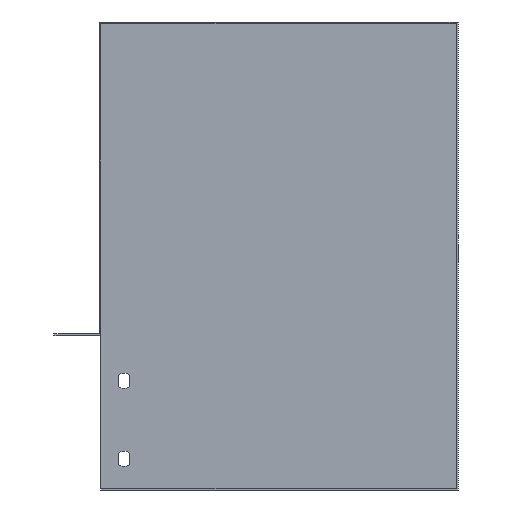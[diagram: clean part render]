
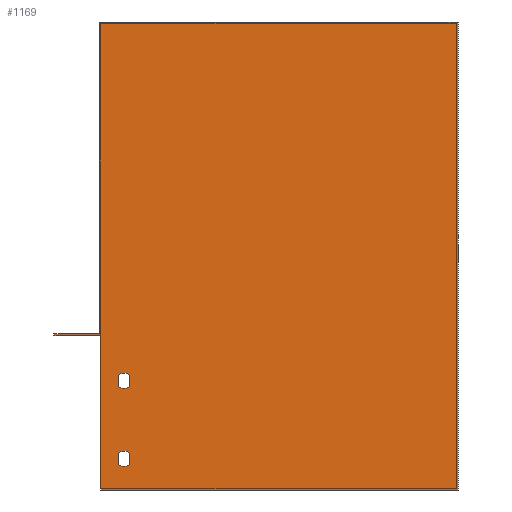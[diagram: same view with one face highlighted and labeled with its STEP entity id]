
A CAD part, left-side view. The second image highlights one B-rep face of the part: STEP entity #1169.
In plain terms, the highlighted planar face has unit normal (-1, 0, 0).
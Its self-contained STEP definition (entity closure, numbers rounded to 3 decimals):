
#13 = AXIS2_PLACEMENT_3D ( 'NONE', #543, #542, #541 ) ;
#14 = AXIS2_PLACEMENT_3D ( 'NONE', #552, #550, #548 ) ;
#99 = FACE_BOUND ( 'NONE', #813, .T. ) ;
#100 = FACE_BOUND ( 'NONE', #815, .T. ) ;
#103 = FACE_OUTER_BOUND ( 'NONE', #816, .T. ) ;
#162 = VECTOR ( 'NONE', #1727, 1000. ) ;
#163 = CIRCLE ( 'NONE', #767, 5. ) ;
#165 = LINE ( 'NONE', #1760, #162 ) ;
#166 = LINE ( 'NONE', #1746, #167 ) ;
#167 = VECTOR ( 'NONE', #1691, 1000. ) ;
#168 = LINE ( 'NONE', #1732, #170 ) ;
#169 = CIRCLE ( 'NONE', #765, 5. ) ;
#170 = VECTOR ( 'NONE', #1687, 1000. ) ;
#314 = LINE ( 'NONE', #500, #317 ) ;
#317 = VECTOR ( 'NONE', #498, 1000. ) ;
#498 = DIRECTION ( 'NONE',  ( 0., 0., -1. ) ) ;
#500 = CARTESIAN_POINT ( 'NONE',  ( 0., 229., 1. ) ) ;
#526 = DIRECTION ( 'NONE',  ( 0., 1., 0. ) ) ;
#527 = DIRECTION ( 'NONE',  ( 0., 0., 1. ) ) ;
#531 = DIRECTION ( 'NONE',  ( 0., -1., 0. ) ) ;
#532 = CARTESIAN_POINT ( 'NONE',  ( 0., 229., -199. ) ) ;
#536 = DIRECTION ( 'NONE',  ( 0., 0., -1. ) ) ;
#537 = DIRECTION ( 'NONE',  ( 0., -1., 0. ) ) ;
#539 = CARTESIAN_POINT ( 'NONE',  ( 0., 230., 1. ) ) ;
#540 = CARTESIAN_POINT ( 'NONE',  ( 0., 229., -299. ) ) ;
#541 = DIRECTION ( 'NONE',  ( 0., 0., -1. ) ) ;
#542 = DIRECTION ( 'NONE',  ( 1., 0., 0. ) ) ;
#543 = CARTESIAN_POINT ( 'NONE',  ( 0., 214., -229. ) ) ;
#544 = CARTESIAN_POINT ( 'NONE',  ( 0., 0., 1. ) ) ;
#547 = CARTESIAN_POINT ( 'NONE',  ( 0., 229., 1. ) ) ;
#548 = DIRECTION ( 'NONE',  ( 0., 0., -1. ) ) ;
#550 = DIRECTION ( 'NONE',  ( 1., 0., 0. ) ) ;
#552 = CARTESIAN_POINT ( 'NONE',  ( 0., 214., -229. ) ) ;
#555 = DIRECTION ( 'NONE',  ( 0., 1., 0. ) ) ;
#556 = CARTESIAN_POINT ( 'NONE',  ( 0., 229., -200. ) ) ;
#564 = CARTESIAN_POINT ( 'NONE',  ( 0., 217.5, -225.429 ) ) ;
#566 = DIRECTION ( 'NONE',  ( 0., 0., -1. ) ) ;
#567 = DIRECTION ( 'NONE',  ( 0., 0., 1. ) ) ;
#577 = CARTESIAN_POINT ( 'NONE',  ( 0., 210.5, -225.429 ) ) ;
#638 = CARTESIAN_POINT ( 'NONE',  ( 0., 210.5, -225.429 ) ) ;
#639 = CARTESIAN_POINT ( 'NONE',  ( 0., 210.5, -282.571 ) ) ;
#643 = CARTESIAN_POINT ( 'NONE',  ( 0., 259., -200. ) ) ;
#650 = CARTESIAN_POINT ( 'NONE',  ( 0., 217.5, -282.571 ) ) ;
#657 = CARTESIAN_POINT ( 'NONE',  ( 0., 0., -299. ) ) ;
#676 = CARTESIAN_POINT ( 'NONE',  ( 0., 229., -200. ) ) ;
#679 = CARTESIAN_POINT ( 'NONE',  ( 0., 230., -199. ) ) ;
#680 = CARTESIAN_POINT ( 'NONE',  ( 0., 210.5, -275.429 ) ) ;
#695 = CARTESIAN_POINT ( 'NONE',  ( 0., 259., -199. ) ) ;
#719 = CARTESIAN_POINT ( 'NONE',  ( 0., 217.5, -232.571 ) ) ;
#721 = CARTESIAN_POINT ( 'NONE',  ( 0., 210.5, -232.571 ) ) ;
#722 = CARTESIAN_POINT ( 'NONE',  ( 0., 217.5, -225.429 ) ) ;
#729 = CARTESIAN_POINT ( 'NONE',  ( 0., 230., 1. ) ) ;
#731 = CARTESIAN_POINT ( 'NONE',  ( 0., 217.5, -275.429 ) ) ;
#739 = CARTESIAN_POINT ( 'NONE',  ( 0., 0., 1. ) ) ;
#753 = CARTESIAN_POINT ( 'NONE',  ( 0., 229., -299. ) ) ;
#765 = AXIS2_PLACEMENT_3D ( 'NONE', #1244, #1242, #1240 ) ;
#767 = AXIS2_PLACEMENT_3D ( 'NONE', #1756, #1758, #1700 ) ;
#780 = AXIS2_PLACEMENT_3D ( 'NONE', #1829, #1834, #1824 ) ;
#813 = EDGE_LOOP ( 'NONE', ( #1408, #1407, #1406, #1405 ) ) ;
#815 = EDGE_LOOP ( 'NONE', ( #1420, #1419, #1418, #1417 ) ) ;
#816 = EDGE_LOOP ( 'NONE', ( #1416, #1415, #1414, #1413, #1412, #1411, #1410, #1409 ) ) ;
#852 = VERTEX_POINT ( 'NONE', #753 ) ;
#862 = VERTEX_POINT ( 'NONE', #739 ) ;
#866 = VERTEX_POINT ( 'NONE', #731 ) ;
#868 = VERTEX_POINT ( 'NONE', #729 ) ;
#874 = VERTEX_POINT ( 'NONE', #722 ) ;
#875 = VERTEX_POINT ( 'NONE', #721 ) ;
#876 = VERTEX_POINT ( 'NONE', #719 ) ;
#897 = VERTEX_POINT ( 'NONE', #695 ) ;
#909 = VERTEX_POINT ( 'NONE', #680 ) ;
#910 = VERTEX_POINT ( 'NONE', #679 ) ;
#912 = VERTEX_POINT ( 'NONE', #676 ) ;
#928 = VERTEX_POINT ( 'NONE', #657 ) ;
#934 = VERTEX_POINT ( 'NONE', #650 ) ;
#940 = VERTEX_POINT ( 'NONE', #643 ) ;
#944 = VERTEX_POINT ( 'NONE', #639 ) ;
#945 = VERTEX_POINT ( 'NONE', #638 ) ;
#1110 = EDGE_CURVE ( 'NONE', #945, #875, #1503, .T. ) ;
#1111 = EDGE_CURVE ( 'NONE', #875, #876, #1505, .T. ) ;
#1112 = EDGE_CURVE ( 'NONE', #876, #874, #1509, .T. ) ;
#1113 = EDGE_CURVE ( 'NONE', #874, #945, #1510, .T. ) ;
#1114 = EDGE_CURVE ( 'NONE', #912, #940, #1512, .T. ) ;
#1115 = EDGE_CURVE ( 'NONE', #852, #928, #1513, .T. ) ;
#1116 = EDGE_CURVE ( 'NONE', #862, #928, #1507, .T. ) ;
#1117 = EDGE_CURVE ( 'NONE', #868, #862, #1515, .T. ) ;
#1118 = EDGE_CURVE ( 'NONE', #910, #868, #1517, .T. ) ;
#1119 = EDGE_CURVE ( 'NONE', #910, #897, #1519, .T. ) ;
#1169 = ADVANCED_FACE ( 'NONE', ( #100, #103, #99 ), #1827, .F. ) ;
#1240 = DIRECTION ( 'NONE',  ( 0., 0., -1. ) ) ;
#1242 = DIRECTION ( 'NONE',  ( 1., 0., 0. ) ) ;
#1244 = CARTESIAN_POINT ( 'NONE',  ( 0., 214., -279. ) ) ;
#1405 = ORIENTED_EDGE ( 'NONE', *, *, #1555, .T. ) ;
#1406 = ORIENTED_EDGE ( 'NONE', *, *, #1554, .T. ) ;
#1407 = ORIENTED_EDGE ( 'NONE', *, *, #1553, .T. ) ;
#1408 = ORIENTED_EDGE ( 'NONE', *, *, #1552, .T. ) ;
#1409 = ORIENTED_EDGE ( 'NONE', *, *, #1551, .F. ) ;
#1410 = ORIENTED_EDGE ( 'NONE', *, *, #1119, .T. ) ;
#1411 = ORIENTED_EDGE ( 'NONE', *, *, #1118, .F. ) ;
#1412 = ORIENTED_EDGE ( 'NONE', *, *, #1117, .F. ) ;
#1413 = ORIENTED_EDGE ( 'NONE', *, *, #1116, .F. ) ;
#1414 = ORIENTED_EDGE ( 'NONE', *, *, #1115, .T. ) ;
#1415 = ORIENTED_EDGE ( 'NONE', *, *, #1984, .T. ) ;
#1416 = ORIENTED_EDGE ( 'NONE', *, *, #1114, .F. ) ;
#1417 = ORIENTED_EDGE ( 'NONE', *, *, #1113, .T. ) ;
#1418 = ORIENTED_EDGE ( 'NONE', *, *, #1112, .T. ) ;
#1419 = ORIENTED_EDGE ( 'NONE', *, *, #1111, .T. ) ;
#1420 = ORIENTED_EDGE ( 'NONE', *, *, #1110, .T. ) ;
#1503 = LINE ( 'NONE', #577, #1508 ) ;
#1505 = CIRCLE ( 'NONE', #14, 5. ) ;
#1507 = LINE ( 'NONE', #544, #1518 ) ;
#1508 = VECTOR ( 'NONE', #566, 1000. ) ;
#1509 = LINE ( 'NONE', #564, #1511 ) ;
#1510 = CIRCLE ( 'NONE', #13, 5. ) ;
#1511 = VECTOR ( 'NONE', #567, 1000. ) ;
#1512 = LINE ( 'NONE', #556, #1514 ) ;
#1513 = LINE ( 'NONE', #540, #1516 ) ;
#1514 = VECTOR ( 'NONE', #555, 1000. ) ;
#1515 = LINE ( 'NONE', #547, #1520 ) ;
#1516 = VECTOR ( 'NONE', #537, 1000. ) ;
#1517 = LINE ( 'NONE', #539, #1522 ) ;
#1518 = VECTOR ( 'NONE', #536, 1000. ) ;
#1519 = LINE ( 'NONE', #532, #1524 ) ;
#1520 = VECTOR ( 'NONE', #531, 1000. ) ;
#1522 = VECTOR ( 'NONE', #527, 1000. ) ;
#1524 = VECTOR ( 'NONE', #526, 1000. ) ;
#1551 = EDGE_CURVE ( 'NONE', #940, #897, #165, .T. ) ;
#1552 = EDGE_CURVE ( 'NONE', #909, #944, #166, .T. ) ;
#1553 = EDGE_CURVE ( 'NONE', #944, #934, #163, .T. ) ;
#1554 = EDGE_CURVE ( 'NONE', #934, #866, #168, .T. ) ;
#1555 = EDGE_CURVE ( 'NONE', #866, #909, #169, .T. ) ;
#1687 = DIRECTION ( 'NONE',  ( 0., 0., 1. ) ) ;
#1691 = DIRECTION ( 'NONE',  ( 0., 0., -1. ) ) ;
#1700 = DIRECTION ( 'NONE',  ( 0., 0., -1. ) ) ;
#1727 = DIRECTION ( 'NONE',  ( 0., 0., 1. ) ) ;
#1732 = CARTESIAN_POINT ( 'NONE',  ( 0., 217.5, -275.429 ) ) ;
#1746 = CARTESIAN_POINT ( 'NONE',  ( 0., 210.5, -275.429 ) ) ;
#1756 = CARTESIAN_POINT ( 'NONE',  ( 0., 214., -279. ) ) ;
#1758 = DIRECTION ( 'NONE',  ( 1., 0., 0. ) ) ;
#1760 = CARTESIAN_POINT ( 'NONE',  ( 0., 259., -200. ) ) ;
#1824 = DIRECTION ( 'NONE',  ( 0., 1., 0. ) ) ;
#1827 = PLANE ( 'NONE',  #780 ) ;
#1829 = CARTESIAN_POINT ( 'NONE',  ( 0., 229., 1. ) ) ;
#1834 = DIRECTION ( 'NONE',  ( 1., 0., 0. ) ) ;
#1984 = EDGE_CURVE ( 'NONE', #912, #852, #314, .T. ) ;
